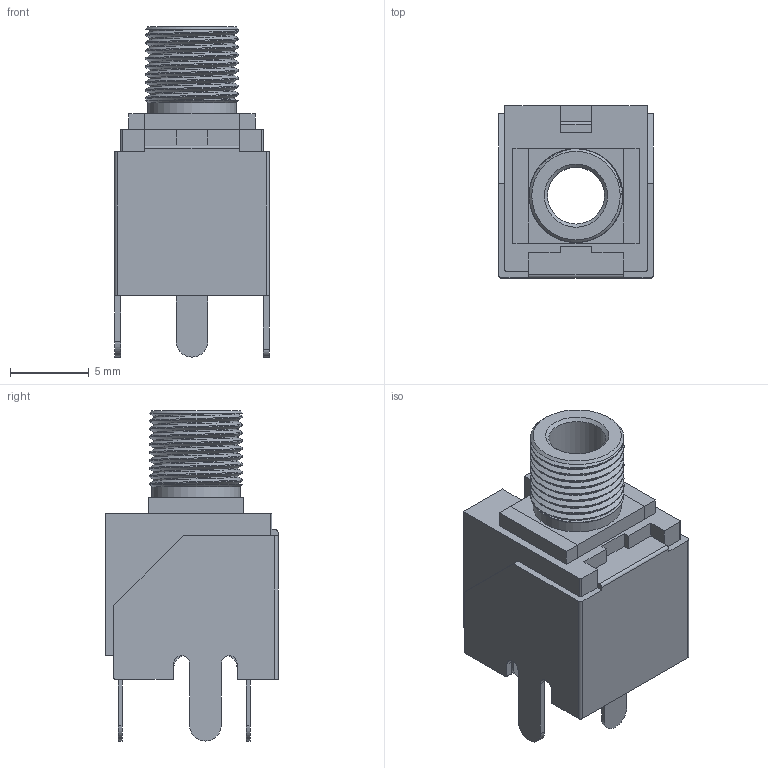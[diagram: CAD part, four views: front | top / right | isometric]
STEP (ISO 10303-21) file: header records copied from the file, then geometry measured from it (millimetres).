
FILE_DESCRIPTION(/* description */ (''),/* implementation_level */ '2;1');
FILE_NAME(/* name */ 'PJ301BM v2.step',/* time_stamp */ '2021-02-22T00:48:22+01:00',/* author */ (''),/* organization */ (''),/* preprocessor_version */ 'ST-DEVELOPER v18.1',/* originating_system */ 'Autodesk Translation Framework v9.7.1.1290',/* authorisation */ '');
FILE_SCHEMA (('AUTOMOTIVE_DESIGN { 1 0 10303 214 3 1 1 }'));
Length unit declared in the file: millimetre
Products named in the file (1): PJ301BM v2
Bounding box: 9.8 x 10.9 x 20.9 mm (x, y, z)
Volume: 596.2 mm3; surface area: 1935.2 mm2
Topology: 7 solids, 7 shells, 142 faces, 381 edges, 250 vertices
Faces by surface type: plane 91, cylinder 46, cone 3, bspline 2
Full cylindrical faces by diameter (mm): 3.6 x3, 5.351 x3, 5.6 x1, 5.927 x5
Entity records: 5790 total; most frequent: CARTESIAN_POINT 2202, ORIENTED_EDGE 762, DIRECTION 681, EDGE_CURVE 381, LINE 275, VECTOR 275, VERTEX_POINT 250, AXIS2_PLACEMENT_3D 203
